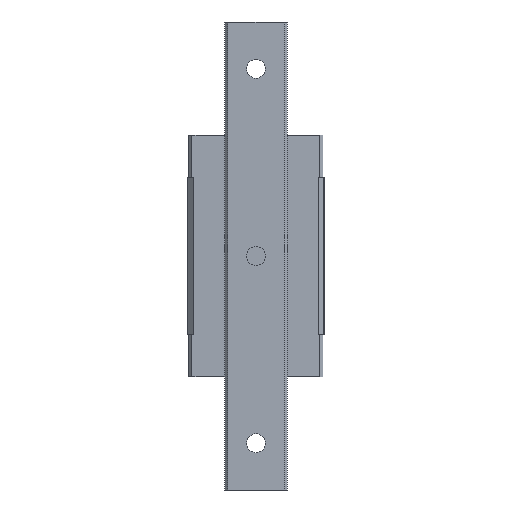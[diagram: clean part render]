
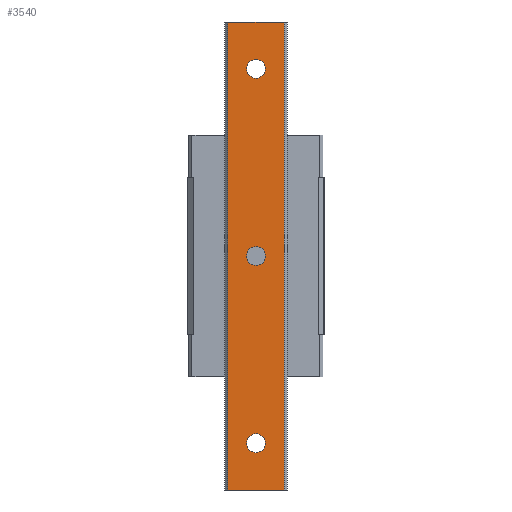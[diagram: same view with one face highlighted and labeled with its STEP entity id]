
A CAD part, front view. The second image highlights one B-rep face of the part: STEP entity #3540.
In plain terms, the highlighted planar face has unit normal (0, -1, 0).
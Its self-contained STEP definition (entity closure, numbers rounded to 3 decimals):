
#95=FACE_BOUND('',#650,.T.);
#96=FACE_BOUND('',#651,.T.);
#97=FACE_BOUND('',#652,.T.);
#267=CIRCLE('',#3878,3.);
#268=CIRCLE('',#3879,3.);
#269=CIRCLE('',#3880,3.);
#270=CIRCLE('',#3881,3.);
#271=CIRCLE('',#3882,3.);
#272=CIRCLE('',#3883,3.);
#452=FACE_OUTER_BOUND('',#649,.T.);
#649=EDGE_LOOP('',(#3079,#3080,#3081,#3082));
#650=EDGE_LOOP('',(#3083,#3084));
#651=EDGE_LOOP('',(#3085,#3086));
#652=EDGE_LOOP('',(#3087,#3088));
#957=LINE('',#5783,#1299);
#996=LINE('',#5906,#1338);
#997=LINE('',#5909,#1339);
#998=LINE('',#5910,#1340);
#1299=VECTOR('',#4691,18.);
#1338=VECTOR('',#4814,150.);
#1339=VECTOR('',#4817,18.);
#1340=VECTOR('',#4818,150.);
#1641=VERTEX_POINT('',#5780);
#1642=VERTEX_POINT('',#5782);
#1684=VERTEX_POINT('',#5904);
#1685=VERTEX_POINT('',#5908);
#1686=VERTEX_POINT('',#5911);
#1687=VERTEX_POINT('',#5912);
#1688=VERTEX_POINT('',#5915);
#1689=VERTEX_POINT('',#5916);
#1690=VERTEX_POINT('',#5919);
#1691=VERTEX_POINT('',#5920);
#2107=EDGE_CURVE('',#1642,#1641,#957,.T.);
#2169=EDGE_CURVE('',#1641,#1684,#996,.T.);
#2170=EDGE_CURVE('',#1685,#1684,#997,.T.);
#2171=EDGE_CURVE('',#1642,#1685,#998,.T.);
#2172=EDGE_CURVE('',#1686,#1687,#267,.T.);
#2173=EDGE_CURVE('',#1687,#1686,#268,.T.);
#2174=EDGE_CURVE('',#1688,#1689,#269,.T.);
#2175=EDGE_CURVE('',#1689,#1688,#270,.T.);
#2176=EDGE_CURVE('',#1690,#1691,#271,.T.);
#2177=EDGE_CURVE('',#1691,#1690,#272,.T.);
#3079=ORIENTED_EDGE('',*,*,#2169,.T.);
#3080=ORIENTED_EDGE('',*,*,#2170,.F.);
#3081=ORIENTED_EDGE('',*,*,#2171,.F.);
#3082=ORIENTED_EDGE('',*,*,#2107,.T.);
#3083=ORIENTED_EDGE('',*,*,#2172,.F.);
#3084=ORIENTED_EDGE('',*,*,#2173,.F.);
#3085=ORIENTED_EDGE('',*,*,#2174,.F.);
#3086=ORIENTED_EDGE('',*,*,#2175,.F.);
#3087=ORIENTED_EDGE('',*,*,#2176,.F.);
#3088=ORIENTED_EDGE('',*,*,#2177,.F.);
#3374=PLANE('',#3877);
#3540=ADVANCED_FACE('',(#452,#95,#96,#97),#3374,.T.);
#3877=AXIS2_PLACEMENT_3D('',#5907,#4815,#4816);
#3878=AXIS2_PLACEMENT_3D('',#5913,#4819,#4820);
#3879=AXIS2_PLACEMENT_3D('',#5914,#4821,#4822);
#3880=AXIS2_PLACEMENT_3D('',#5917,#4823,#4824);
#3881=AXIS2_PLACEMENT_3D('',#5918,#4825,#4826);
#3882=AXIS2_PLACEMENT_3D('',#5921,#4827,#4828);
#3883=AXIS2_PLACEMENT_3D('',#5922,#4829,#4830);
#4691=DIRECTION('',(1.,0.,0.));
#4814=DIRECTION('',(0.,0.,1.));
#4815=DIRECTION('center_axis',(0.,-1.,0.));
#4816=DIRECTION('ref_axis',(0.,0.,-1.));
#4817=DIRECTION('',(1.,0.,0.));
#4818=DIRECTION('',(0.,0.,1.));
#4819=DIRECTION('center_axis',(0.,-1.,0.));
#4820=DIRECTION('ref_axis',(-1.,0.,0.));
#4821=DIRECTION('center_axis',(0.,-1.,0.));
#4822=DIRECTION('ref_axis',(-1.,0.,0.));
#4823=DIRECTION('center_axis',(0.,-1.,0.));
#4824=DIRECTION('ref_axis',(-1.,0.,0.));
#4825=DIRECTION('center_axis',(0.,-1.,0.));
#4826=DIRECTION('ref_axis',(-1.,0.,0.));
#4827=DIRECTION('center_axis',(0.,-1.,0.));
#4828=DIRECTION('ref_axis',(-1.,0.,0.));
#4829=DIRECTION('center_axis',(0.,-1.,0.));
#4830=DIRECTION('ref_axis',(-1.,0.,0.));
#5780=CARTESIAN_POINT('',(9.,-17.5,-75.));
#5782=CARTESIAN_POINT('',(-9.,-17.5,-75.));
#5783=CARTESIAN_POINT('',(-9.,-17.5,-75.));
#5904=CARTESIAN_POINT('',(9.,-17.5,75.));
#5906=CARTESIAN_POINT('',(9.,-17.5,-75.));
#5907=CARTESIAN_POINT('Origin',(-9.,-17.5,-75.));
#5908=CARTESIAN_POINT('',(-9.,-17.5,75.));
#5909=CARTESIAN_POINT('',(-9.,-17.5,75.));
#5910=CARTESIAN_POINT('',(-9.,-17.5,-75.));
#5911=CARTESIAN_POINT('',(-3.,-17.5,0.));
#5912=CARTESIAN_POINT('',(3.,-17.5,0.));
#5913=CARTESIAN_POINT('Origin',(0.,-17.5,0.));
#5914=CARTESIAN_POINT('Origin',(0.,-17.5,0.));
#5915=CARTESIAN_POINT('',(-3.,-17.5,60.));
#5916=CARTESIAN_POINT('',(3.,-17.5,60.));
#5917=CARTESIAN_POINT('Origin',(0.,-17.5,60.));
#5918=CARTESIAN_POINT('Origin',(0.,-17.5,60.));
#5919=CARTESIAN_POINT('',(-3.,-17.5,-60.));
#5920=CARTESIAN_POINT('',(3.,-17.5,-60.));
#5921=CARTESIAN_POINT('Origin',(0.,-17.5,-60.));
#5922=CARTESIAN_POINT('Origin',(0.,-17.5,-60.));
